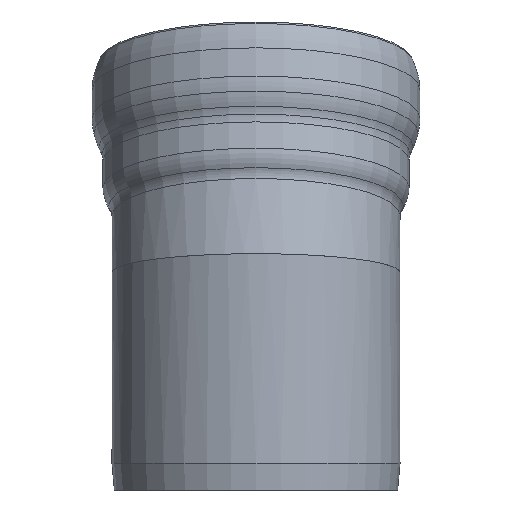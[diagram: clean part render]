
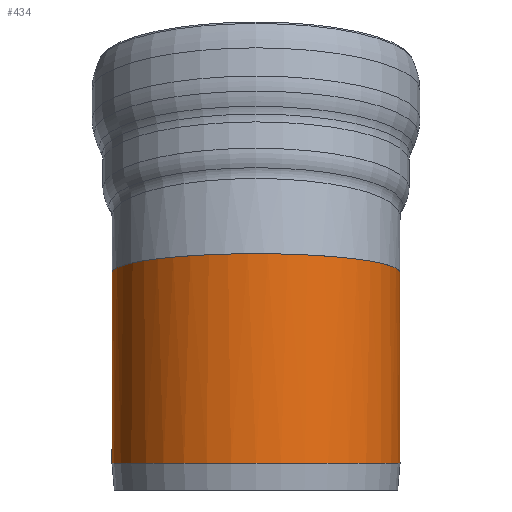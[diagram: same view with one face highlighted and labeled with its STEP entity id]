
A CAD part, left-side view. The second image highlights one B-rep face of the part: STEP entity #434.
In plain terms, the highlighted cylindrical face has radius 795 mm (diameter 1590 mm), a full revolution.
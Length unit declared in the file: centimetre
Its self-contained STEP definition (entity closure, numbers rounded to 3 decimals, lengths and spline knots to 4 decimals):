
#32=CYLINDRICAL_SURFACE('',#472,79.5);
#42=LINE('',#746,#54);
#54=VECTOR('',#572,79.5);
#65=CIRCLE('',#470,79.5);
#125=FACE_OUTER_BOUND('',#155,.T.);
#155=EDGE_LOOP('',(#308,#309,#310,#311));
#183=ELLIPSE('',#463,80.186,79.5);
#187=VERTEX_POINT('',#727);
#191=VERTEX_POINT('',#740);
#228=EDGE_CURVE('',#187,#187,#183,.T.);
#234=EDGE_CURVE('',#191,#191,#65,.T.);
#237=EDGE_CURVE('',#187,#191,#42,.T.);
#308=ORIENTED_EDGE('',*,*,#228,.T.);
#309=ORIENTED_EDGE('',*,*,#237,.T.);
#310=ORIENTED_EDGE('',*,*,#234,.T.);
#311=ORIENTED_EDGE('',*,*,#237,.F.);
#434=ADVANCED_FACE('',(#125),#32,.T.);
#463=AXIS2_PLACEMENT_3D('',#728,#549,#550);
#470=AXIS2_PLACEMENT_3D('',#741,#565,#566);
#472=AXIS2_PLACEMENT_3D('',#745,#570,#571);
#549=DIRECTION('center_axis',(-0.131,0.,
-0.991));
#550=DIRECTION('ref_axis',(-0.991,0.,0.131));
#565=DIRECTION('center_axis',(0.,0.,1.));
#566=DIRECTION('ref_axis',(1.,0.,0.));
#570=DIRECTION('center_axis',(0.,0.,1.));
#571=DIRECTION('ref_axis',(-1.,0.,0.));
#572=DIRECTION('',(0.,0.,-1.));
#727=CARTESIAN_POINT('',(79.5,0.,109.5371));
#728=CARTESIAN_POINT('Origin',(0.,0.,120.0035));
#740=CARTESIAN_POINT('',(79.5,0.,14.8908));
#741=CARTESIAN_POINT('Origin',(0.,0.,14.8908));
#745=CARTESIAN_POINT('Origin',(0.,0.,72.6804));
#746=CARTESIAN_POINT('',(79.5,0.,72.6804));
